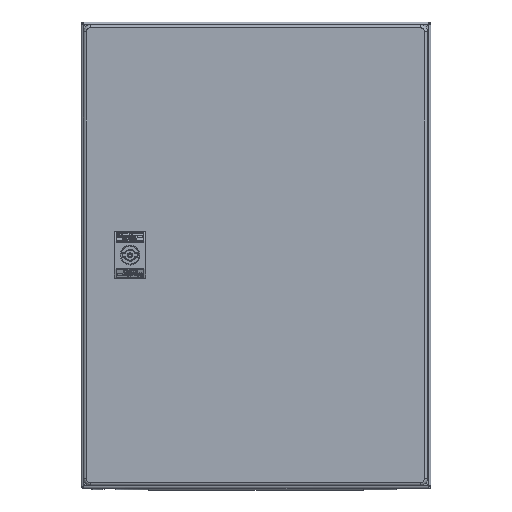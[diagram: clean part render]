
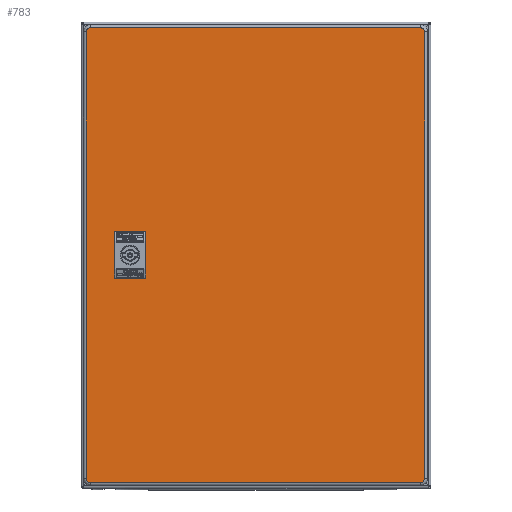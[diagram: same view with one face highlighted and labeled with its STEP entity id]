
A CAD part, top view. The second image highlights one B-rep face of the part: STEP entity #783.
In plain terms, the highlighted planar face has unit normal (0, 0, 1).
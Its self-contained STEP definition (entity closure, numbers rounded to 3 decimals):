
#783=ADVANCED_FACE('',(#3873,#3874),#3875,.T.);
#3873=FACE_OUTER_BOUND('',#11327,.T.);
#3874=FACE_BOUND('',#11328,.T.);
#3875=PLANE('',#11329);
#11327=EDGE_LOOP('',(#22703,#22704,#22705,#22706,#22707,#22708,#22709,#22710));
#11328=EDGE_LOOP('',(#22711,#22712,#22713,#22714));
#11329=AXIS2_PLACEMENT_3D('',#22715,#22716,#22717);
#22703=ORIENTED_EDGE('',*,*,#38611,.F.);
#22704=ORIENTED_EDGE('',*,*,#38612,.T.);
#22705=ORIENTED_EDGE('',*,*,#38613,.F.);
#22706=ORIENTED_EDGE('',*,*,#38614,.T.);
#22707=ORIENTED_EDGE('',*,*,#38615,.F.);
#22708=ORIENTED_EDGE('',*,*,#38616,.T.);
#22709=ORIENTED_EDGE('',*,*,#38617,.F.);
#22710=ORIENTED_EDGE('',*,*,#38618,.T.);
#22711=ORIENTED_EDGE('',*,*,#38619,.F.);
#22712=ORIENTED_EDGE('',*,*,#38620,.T.);
#22713=ORIENTED_EDGE('',*,*,#38621,.F.);
#22714=ORIENTED_EDGE('',*,*,#38622,.T.);
#22715=CARTESIAN_POINT('',(-0.5,0.0,202.21));
#22716=DIRECTION('',(0.0,0.0,1.0));
#22717=DIRECTION('',(1.0,0.0,0.0));
#38611=EDGE_CURVE('',#45664,#45665,#45666,.T.);
#38612=EDGE_CURVE('',#45664,#45667,#45668,.T.);
#38613=EDGE_CURVE('',#45669,#45667,#45670,.T.);
#38614=EDGE_CURVE('',#45669,#45671,#45672,.T.);
#38615=EDGE_CURVE('',#45673,#45671,#45674,.T.);
#38616=EDGE_CURVE('',#45673,#45675,#45676,.T.);
#38617=EDGE_CURVE('',#45677,#45675,#45678,.T.);
#38618=EDGE_CURVE('',#45677,#45665,#45679,.T.);
#38619=EDGE_CURVE('',#45680,#45681,#45682,.T.);
#38620=EDGE_CURVE('',#45680,#45683,#45684,.T.);
#38621=EDGE_CURVE('',#45685,#45683,#45686,.T.);
#38622=EDGE_CURVE('',#45685,#45681,#45687,.T.);
#45664=VERTEX_POINT('',#57053);
#45665=VERTEX_POINT('',#57054);
#45666=CIRCLE('',#57055,3.5);
#45667=VERTEX_POINT('',#57056);
#45668=LINE('',#57057,#57058);
#45669=VERTEX_POINT('',#57059);
#45670=CIRCLE('',#57060,3.5);
#45671=VERTEX_POINT('',#57061);
#45672=LINE('',#57062,#57063);
#45673=VERTEX_POINT('',#57064);
#45674=CIRCLE('',#57065,3.5);
#45675=VERTEX_POINT('',#57066);
#45676=LINE('',#57067,#57068);
#45677=VERTEX_POINT('',#57069);
#45678=CIRCLE('',#57070,3.5);
#45679=LINE('',#57071,#57072);
#45680=VERTEX_POINT('',#57073);
#45681=VERTEX_POINT('',#57074);
#45682=CIRCLE('',#57075,11.75);
#45683=VERTEX_POINT('',#57076);
#45684=LINE('',#57077,#57078);
#45685=VERTEX_POINT('',#57079);
#45686=CIRCLE('',#57080,11.75);
#45687=LINE('',#57081,#57082);
#57053=CARTESIAN_POINT('',(141.,195.,202.21));
#57054=CARTESIAN_POINT('',(144.5,191.5,202.21));
#57055=AXIS2_PLACEMENT_3D('',#75071,#75072,#75073);
#57056=CARTESIAN_POINT('',(-142.,195.,202.21));
#57057=CARTESIAN_POINT('',(141.,195.,202.21));
#57058=VECTOR('',#75074,283.);
#57059=CARTESIAN_POINT('',(-145.5,191.5,202.21));
#57060=AXIS2_PLACEMENT_3D('',#75075,#75076,#75077);
#57061=CARTESIAN_POINT('',(-145.5,-191.5,202.21));
#57062=CARTESIAN_POINT('',(-145.5,191.5,202.21));
#57063=VECTOR('',#75078,383.);
#57064=CARTESIAN_POINT('',(-142.,-195.,202.21));
#57065=AXIS2_PLACEMENT_3D('',#75079,#75080,#75081);
#57066=CARTESIAN_POINT('',(141.,-195.,202.21));
#57067=CARTESIAN_POINT('',(-142.,-195.,202.21));
#57068=VECTOR('',#75082,283.);
#57069=CARTESIAN_POINT('',(144.5,-191.5,202.21));
#57070=AXIS2_PLACEMENT_3D('',#75083,#75084,#75085);
#57071=CARTESIAN_POINT('',(144.5,-191.5,202.21));
#57072=VECTOR('',#75086,383.);
#57073=CARTESIAN_POINT('',(-97.9,6.004,202.21));
#57074=CARTESIAN_POINT('',(-118.1,6.004,202.21));
#57075=AXIS2_PLACEMENT_3D('',#75087,#75088,#75089);
#57076=CARTESIAN_POINT('',(-97.9,-6.004,202.21));
#57077=CARTESIAN_POINT('',(-97.9,6.004,202.21));
#57078=VECTOR('',#75090,12.009);
#57079=CARTESIAN_POINT('',(-118.1,-6.004,202.21));
#57080=AXIS2_PLACEMENT_3D('',#75091,#75092,#75093);
#57081=CARTESIAN_POINT('',(-118.1,-6.004,202.21));
#57082=VECTOR('',#75094,12.009);
#75071=CARTESIAN_POINT('',(141.,191.5,202.21));
#75072=DIRECTION('',(0.0,0.0,-1.0));
#75073=DIRECTION('',(0.,1.0,0.0));
#75074=DIRECTION('',(-1.,0.,0.0));
#75075=CARTESIAN_POINT('',(-142.,191.5,202.21));
#75076=DIRECTION('',(0.0,0.0,-1.0));
#75077=DIRECTION('',(-1.0,0.,0.0));
#75078=DIRECTION('',(0.,-1.,0.0));
#75079=CARTESIAN_POINT('',(-142.,-191.5,202.21));
#75080=DIRECTION('',(-0.0,0.0,-1.0));
#75081=DIRECTION('',(0.,-1.0,0.0));
#75082=DIRECTION('',(1.,0.,0.0));
#75083=CARTESIAN_POINT('',(141.,-191.5,202.21));
#75084=DIRECTION('',(0.0,0.0,-1.0));
#75085=DIRECTION('',(1.0,0.,0.0));
#75086=DIRECTION('',(0.0,1.0,0.0));
#75087=CARTESIAN_POINT('',(-108.,0.0,202.21));
#75088=DIRECTION('',(0.0,-0.0,1.0));
#75089=DIRECTION('',(0.86,0.511,0.0));
#75090=DIRECTION('',(0.,-1.0,0.0));
#75091=CARTESIAN_POINT('',(-108.,0.0,202.21));
#75092=DIRECTION('',(0.0,0.0,1.0));
#75093=DIRECTION('',(-0.86,-0.511,0.0));
#75094=DIRECTION('',(0.,1.0,0.0));
